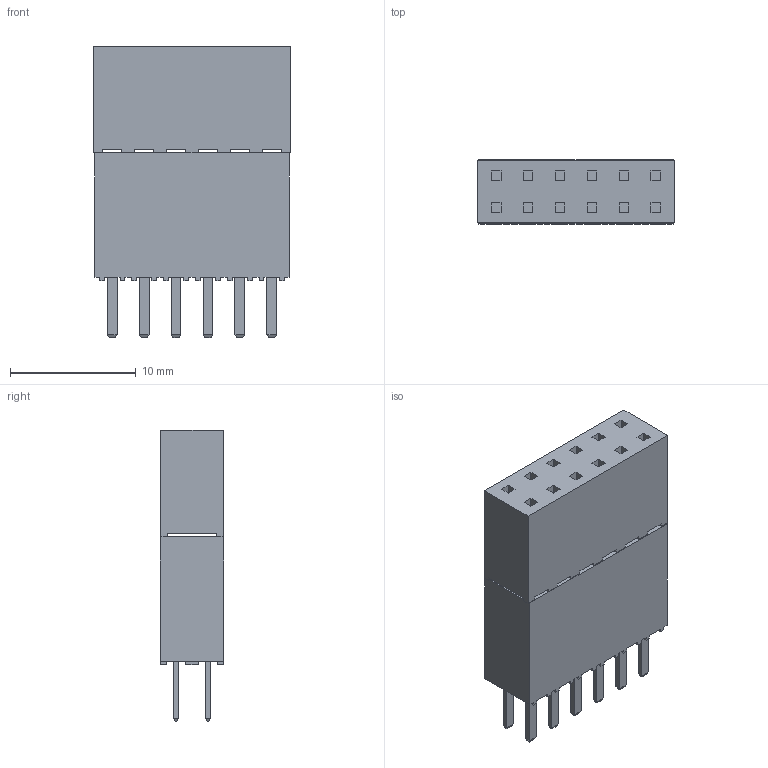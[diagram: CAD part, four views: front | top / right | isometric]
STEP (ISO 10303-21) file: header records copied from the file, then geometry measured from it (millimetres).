
FILE_DESCRIPTION(/* description */ (''),/* implementation_level */ '2;1');
FILE_NAME(/* name */ 'SAMTEC_ESW-106-69-L-D.stp',/* time_stamp */ '2016-11-23T18:20:07+01:00',/* author */ ('riccim'),/* organization */ ('SolidWorks'),/* preprocessor_version */ 'ST-DEVELOPER v15.5',/* originating_system */ 'AutoCAD Mechanical',/* authorisation */ ' ');
FILE_SCHEMA (('AUTOMOTIVE_DESIGN { 1 0 10303 214 3 1 1 }'));
Length unit declared in the file: millimetre
Products named in the file (1): Product
Bounding box: 15.75 x 5.08 x 23.24 mm (x, y, z)
Volume: 1458.1 mm3; surface area: 1707 mm2
Topology: 15 solids, 15 shells, 406 faces, 1008 edges, 656 vertices
Faces by surface type: plane 406
Entity records: 11760 total; most frequent: CARTESIAN_POINT 2071, ORIENTED_EDGE 2016, DIRECTION 1822, LINE 1008, VECTOR 1008, EDGE_CURVE 1008, VERTEX_POINT 656, EDGE_LOOP 430
